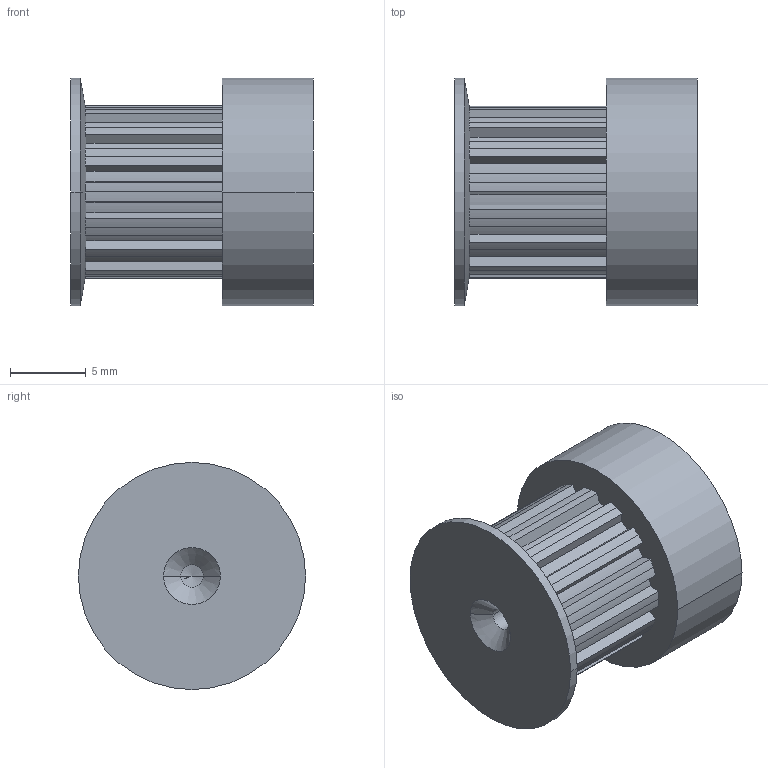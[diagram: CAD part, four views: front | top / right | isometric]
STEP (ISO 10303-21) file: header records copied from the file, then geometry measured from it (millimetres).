
FILE_DESCRIPTION( ( '' ), '1' );
FILE_NAME( 'artikel_nr_16021500.stp', '2007-11-07T05:10:44', ( '' ), ( '' ), ' ', ' ', ' ' );
FILE_SCHEMA( ( 'automotive_design' ) );
Length unit declared in the file: millimetre
Products named in the file (1): 1
Bounding box: 16 x 15 x 15 mm (x, y, z)
Volume: 2033.7 mm3; surface area: 1303.9 mm2
Topology: 1 solids, 1 shells, 111 faces, 313 edges, 203 vertices
Faces by surface type: cylinder 53, plane 48, cone 10
Entity records: 7039 total; most frequent: CARTESIAN_POINT 684, DIRECTION 629, STYLED_ITEM 624, PRESENTATION_STYLE_ASSIGNMENT 624, COLOUR_RGB 624, ORIENTED_EDGE 618, EDGE_CURVE 309, CURVE_STYLE 309
